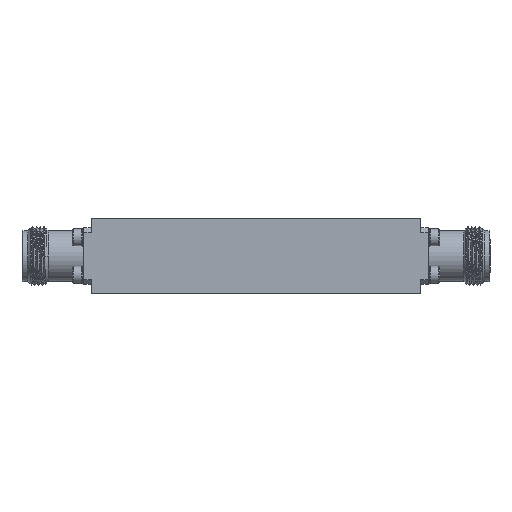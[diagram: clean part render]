
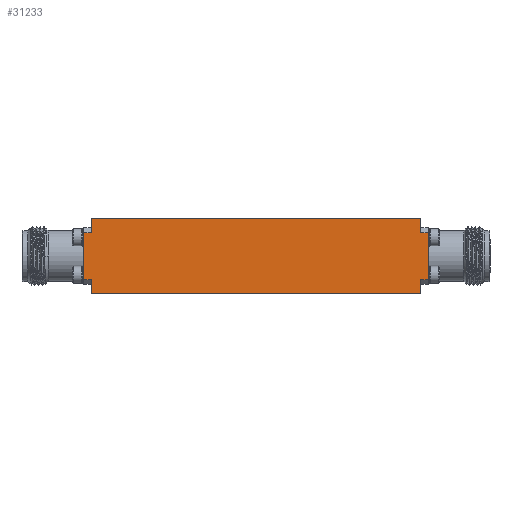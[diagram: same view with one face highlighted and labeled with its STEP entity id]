
A CAD part, front view. The second image highlights one B-rep face of the part: STEP entity #31233.
In plain terms, the highlighted planar face has unit normal (0, -1, 0).
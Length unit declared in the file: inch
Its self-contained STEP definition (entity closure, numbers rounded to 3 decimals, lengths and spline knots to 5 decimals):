
#337 = ORIENTED_EDGE ( 'NONE', *, *, #34878, .T. ) ;
#579 = CARTESIAN_POINT ( 'NONE',  ( 1.83, -0.55, 0.3 ) ) ;
#1919 = LINE ( 'NONE', #579, #23149 ) ;
#2120 = ORIENTED_EDGE ( 'NONE', *, *, #10682, .F. ) ;
#3324 = ORIENTED_EDGE ( 'NONE', *, *, #46737, .F. ) ;
#3396 = LINE ( 'NONE', #21293, #48736 ) ;
#3486 = VECTOR ( 'NONE', #10156, 39.37008 ) ;
#4041 = LINE ( 'NONE', #6684, #3486 ) ;
#4143 = ORIENTED_EDGE ( 'NONE', *, *, #44215, .F. ) ;
#4154 = VERTEX_POINT ( 'NONE', #42601 ) ;
#4197 = ORIENTED_EDGE ( 'NONE', *, *, #39114, .T. ) ;
#4400 = DIRECTION ( 'NONE',  ( 1., 0., 0. ) ) ;
#4661 = VECTOR ( 'NONE', #7179, 39.37008 ) ;
#4827 = CARTESIAN_POINT ( 'NONE',  ( -1.83, -0.55, -0.25 ) ) ;
#5423 = CARTESIAN_POINT ( 'NONE',  ( -1.75, -0.55, 0.4 ) ) ;
#6684 = CARTESIAN_POINT ( 'NONE',  ( 1.75, -0.55, 0.4 ) ) ;
#7179 = DIRECTION ( 'NONE',  ( 1., 0., 0. ) ) ;
#8449 = CARTESIAN_POINT ( 'NONE',  ( -1.75, -0.55, -0.4 ) ) ;
#9937 = FACE_OUTER_BOUND ( 'NONE', #19825, .T. ) ;
#10087 = DIRECTION ( 'NONE',  ( 0., 0., -1. ) ) ;
#10156 = DIRECTION ( 'NONE',  ( 0., 0., -1. ) ) ;
#10369 = DIRECTION ( 'NONE',  ( 0., 1., 0. ) ) ;
#10591 = CARTESIAN_POINT ( 'NONE',  ( -1.75, -0.55, 0.4 ) ) ;
#10682 = EDGE_CURVE ( 'NONE', #4154, #30296, #3396, .T. ) ;
#11708 = VERTEX_POINT ( 'NONE', #20694 ) ;
#12842 = VERTEX_POINT ( 'NONE', #29773 ) ;
#12854 = DIRECTION ( 'NONE',  ( -1., 0., 0. ) ) ;
#13205 = VERTEX_POINT ( 'NONE', #43244 ) ;
#14693 = LINE ( 'NONE', #44556, #4661 ) ;
#15301 = VECTOR ( 'NONE', #25248, 39.37008 ) ;
#15663 = EDGE_CURVE ( 'NONE', #21957, #12842, #31989, .T. ) ;
#15666 = VERTEX_POINT ( 'NONE', #41259 ) ;
#16382 = VECTOR ( 'NONE', #12854, 39.37008 ) ;
#16447 = EDGE_CURVE ( 'NONE', #24802, #27248, #27863, .T. ) ;
#17575 = LINE ( 'NONE', #20568, #16382 ) ;
#17666 = LINE ( 'NONE', #10591, #15301 ) ;
#17972 = CARTESIAN_POINT ( 'NONE',  ( -1.83, -0.55, 0.3 ) ) ;
#18614 = CARTESIAN_POINT ( 'NONE',  ( -1.75, -0.55, 0.4 ) ) ;
#19392 = CARTESIAN_POINT ( 'NONE',  ( -1.83, -0.55, -0.25 ) ) ;
#19825 = EDGE_LOOP ( 'NONE', ( #27898, #43869, #40484, #3324, #4197, #2120, #4143, #337, #36523, #25641, #43141, #40838 ) ) ;
#20568 = CARTESIAN_POINT ( 'NONE',  ( 1.83, -0.55, 0.25 ) ) ;
#20694 = CARTESIAN_POINT ( 'NONE',  ( -1.83, -0.55, 0.25 ) ) ;
#21293 = CARTESIAN_POINT ( 'NONE',  ( 1.75, -0.55, 0.4 ) ) ;
#21910 = DIRECTION ( 'NONE',  ( 0., 0., 1. ) ) ;
#21957 = VERTEX_POINT ( 'NONE', #4827 ) ;
#23149 = VECTOR ( 'NONE', #45859, 39.37008 ) ;
#24802 = VERTEX_POINT ( 'NONE', #8449 ) ;
#25248 = DIRECTION ( 'NONE',  ( 0., 0., -1. ) ) ;
#25398 = VECTOR ( 'NONE', #37489, 39.37008 ) ;
#25641 = ORIENTED_EDGE ( 'NONE', *, *, #34802, .F. ) ;
#27248 = VERTEX_POINT ( 'NONE', #42378 ) ;
#27753 = LINE ( 'NONE', #17972, #35358 ) ;
#27863 = LINE ( 'NONE', #46315, #30780 ) ;
#27898 = ORIENTED_EDGE ( 'NONE', *, *, #16447, .T. ) ;
#29103 = PLANE ( 'NONE',  #48154 ) ;
#29165 = VECTOR ( 'NONE', #43112, 39.37008 ) ;
#29773 = CARTESIAN_POINT ( 'NONE',  ( -1.75, -0.55, -0.25 ) ) ;
#30296 = VERTEX_POINT ( 'NONE', #45217 ) ;
#30780 = VECTOR ( 'NONE', #39186, 39.37008 ) ;
#31233 = ADVANCED_FACE ( 'NONE', ( #9937 ), #29103, .F. ) ;
#31847 = EDGE_CURVE ( 'NONE', #34224, #11708, #43474, .T. ) ;
#31989 = LINE ( 'NONE', #19392, #33175 ) ;
#33175 = VECTOR ( 'NONE', #4400, 39.37008 ) ;
#33379 = CARTESIAN_POINT ( 'NONE',  ( -1.75, -0.55, 0.4 ) ) ;
#34224 = VERTEX_POINT ( 'NONE', #35777 ) ;
#34457 = CARTESIAN_POINT ( 'NONE',  ( -1.83, -0.55, 0.25 ) ) ;
#34624 = CARTESIAN_POINT ( 'NONE',  ( 1.75, -0.55, -0.25 ) ) ;
#34802 = EDGE_CURVE ( 'NONE', #21957, #11708, #27753, .T. ) ;
#34878 = EDGE_CURVE ( 'NONE', #39217, #34224, #40096, .T. ) ;
#35358 = VECTOR ( 'NONE', #21910, 39.37008 ) ;
#35777 = CARTESIAN_POINT ( 'NONE',  ( -1.75, -0.55, 0.25 ) ) ;
#35798 = VECTOR ( 'NONE', #41706, 39.37008 ) ;
#36523 = ORIENTED_EDGE ( 'NONE', *, *, #31847, .T. ) ;
#36570 = VERTEX_POINT ( 'NONE', #34624 ) ;
#37463 = EDGE_CURVE ( 'NONE', #12842, #24802, #17666, .T. ) ;
#37489 = DIRECTION ( 'NONE',  ( 0., 0., -1. ) ) ;
#38235 = EDGE_CURVE ( 'NONE', #36570, #27248, #4041, .T. ) ;
#38451 = EDGE_CURVE ( 'NONE', #36570, #15666, #14693, .T. ) ;
#39114 = EDGE_CURVE ( 'NONE', #13205, #30296, #17575, .T. ) ;
#39186 = DIRECTION ( 'NONE',  ( 1., 0., 0. ) ) ;
#39217 = VERTEX_POINT ( 'NONE', #39788 ) ;
#39788 = CARTESIAN_POINT ( 'NONE',  ( -1.75, -0.55, 0.4 ) ) ;
#40096 = LINE ( 'NONE', #18614, #25398 ) ;
#40484 = ORIENTED_EDGE ( 'NONE', *, *, #38451, .T. ) ;
#40838 = ORIENTED_EDGE ( 'NONE', *, *, #37463, .T. ) ;
#41259 = CARTESIAN_POINT ( 'NONE',  ( 1.83, -0.55, -0.25 ) ) ;
#41706 = DIRECTION ( 'NONE',  ( -1., 0., 0. ) ) ;
#42378 = CARTESIAN_POINT ( 'NONE',  ( 1.75, -0.55, -0.4 ) ) ;
#42601 = CARTESIAN_POINT ( 'NONE',  ( 1.75, -0.55, 0.4 ) ) ;
#43112 = DIRECTION ( 'NONE',  ( 1., 0., 0. ) ) ;
#43141 = ORIENTED_EDGE ( 'NONE', *, *, #15663, .T. ) ;
#43244 = CARTESIAN_POINT ( 'NONE',  ( 1.83, -0.55, 0.25 ) ) ;
#43474 = LINE ( 'NONE', #34457, #35798 ) ;
#43869 = ORIENTED_EDGE ( 'NONE', *, *, #38235, .F. ) ;
#44215 = EDGE_CURVE ( 'NONE', #39217, #4154, #45686, .T. ) ;
#44556 = CARTESIAN_POINT ( 'NONE',  ( 1.83, -0.55, -0.25 ) ) ;
#44757 = DIRECTION ( 'NONE',  ( 0., 0., 1. ) ) ;
#45217 = CARTESIAN_POINT ( 'NONE',  ( 1.75, -0.55, 0.25 ) ) ;
#45686 = LINE ( 'NONE', #5423, #29165 ) ;
#45859 = DIRECTION ( 'NONE',  ( 0., 0., -1. ) ) ;
#46315 = CARTESIAN_POINT ( 'NONE',  ( -1.75, -0.55, -0.4 ) ) ;
#46737 = EDGE_CURVE ( 'NONE', #13205, #15666, #1919, .T. ) ;
#48154 = AXIS2_PLACEMENT_3D ( 'NONE', #33379, #10369, #44757 ) ;
#48736 = VECTOR ( 'NONE', #10087, 39.37008 ) ;
